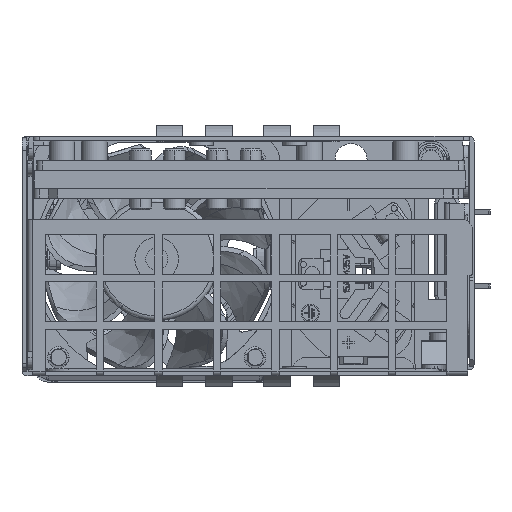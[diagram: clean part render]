
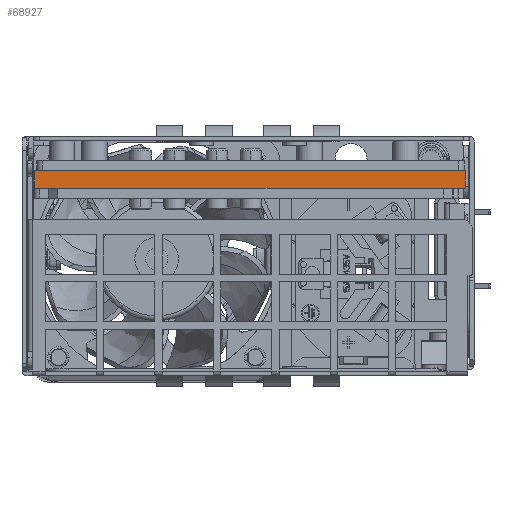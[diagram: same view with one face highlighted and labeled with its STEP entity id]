
A CAD part, front view. The second image highlights one B-rep face of the part: STEP entity #68927.
In plain terms, the highlighted planar face has unit normal (0, -1, 0).
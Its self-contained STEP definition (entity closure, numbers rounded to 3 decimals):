
#68165=DIRECTION('',(1.,0.,0.));
#68166=VECTOR('',#68165,70.);
#68167=CARTESIAN_POINT('',(-35.,-4.4,0.));
#68168=LINE('',#68167,#68166);
#68313=DIRECTION('',(1.,0.,0.));
#68314=VECTOR('',#68313,70.);
#68315=CARTESIAN_POINT('',(-35.,-4.4,2.9));
#68316=LINE('',#68315,#68314);
#68474=DIRECTION('',(0.,0.,1.));
#68475=VECTOR('',#68474,2.9);
#68476=CARTESIAN_POINT('',(-35.,-4.4,0.));
#68477=LINE('',#68476,#68475);
#68481=DIRECTION('',(0.,0.,1.));
#68482=VECTOR('',#68481,2.9);
#68483=CARTESIAN_POINT('',(35.,-4.4,0.));
#68484=LINE('',#68483,#68482);
#68489=CARTESIAN_POINT('',(-35.,-4.4,0.));
#68491=VERTEX_POINT('',#68489);
#68492=CARTESIAN_POINT('',(35.,-4.4,0.));
#68493=VERTEX_POINT('',#68492);
#68499=CARTESIAN_POINT('',(-35.,-4.4,2.9));
#68501=VERTEX_POINT('',#68499);
#68502=CARTESIAN_POINT('',(35.,-4.4,2.9));
#68503=VERTEX_POINT('',#68502);
#68915=CARTESIAN_POINT('',(-35.,-4.4,0.));
#68916=DIRECTION('',(0.,-1.,0.));
#68917=DIRECTION('',(1.,0.,0.));
#68918=AXIS2_PLACEMENT_3D('',#68915,#68916,#68917);
#68919=PLANE('',#68918);
#68920=ORIENTED_EDGE('',*,*,#68587,.F.);
#68921=ORIENTED_EDGE('',*,*,#68910,.T.);
#68922=ORIENTED_EDGE('',*,*,#68667,.T.);
#68924=ORIENTED_EDGE('',*,*,#68923,.F.);
#68925=EDGE_LOOP('',(#68920,#68921,#68922,#68924));
#68926=FACE_OUTER_BOUND('',#68925,.F.);
#68587=EDGE_CURVE('',#68491,#68493,#68168,.T.);
#68667=EDGE_CURVE('',#68501,#68503,#68316,.T.);
#68910=EDGE_CURVE('',#68491,#68501,#68477,.T.);
#68923=EDGE_CURVE('',#68493,#68503,#68484,.T.);
#68927=ADVANCED_FACE('',(#68926),#68919,.T.);
